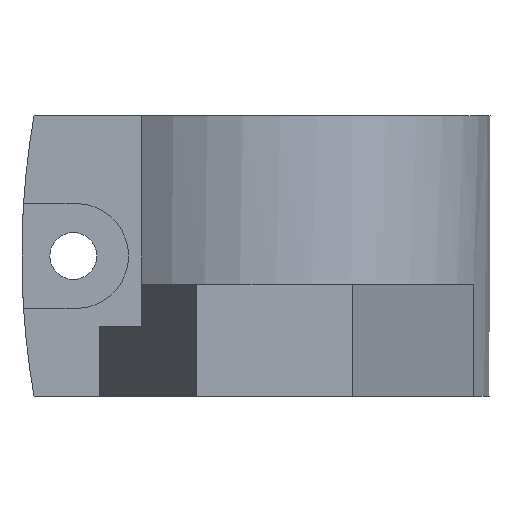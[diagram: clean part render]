
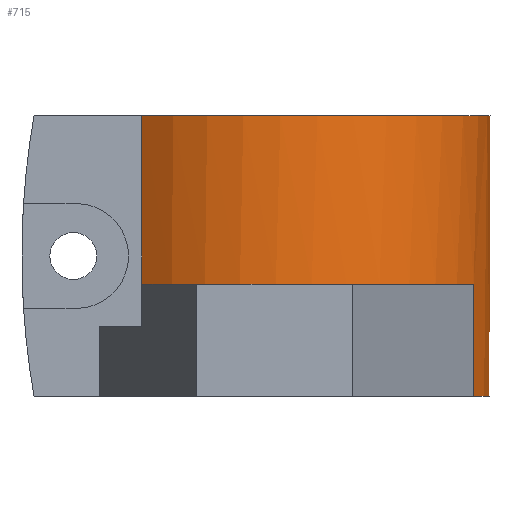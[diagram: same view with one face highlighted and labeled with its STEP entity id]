
A CAD part, left-side view. The second image highlights one B-rep face of the part: STEP entity #715.
In plain terms, the highlighted cylindrical face has radius 23 mm (diameter 46 mm), a partial arc.
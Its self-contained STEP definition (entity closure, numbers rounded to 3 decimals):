
#1 = EDGE_CURVE ( 'NONE', #443, #450, #233, .T. ) ;
#3 = AXIS2_PLACEMENT_3D ( 'NONE', #451, #476, #477 ) ;
#17 = EDGE_CURVE ( 'NONE', #442, #440, #258, .T. ) ;
#23 = EDGE_CURVE ( 'NONE', #436, #440, #264, .T. ) ;
#31 = EDGE_CURVE ( 'NONE', #436, #429, #283, .T. ) ;
#60 = EDGE_LOOP ( 'NONE', ( #135, #134, #133, #132, #156, #157, #155, #137 ) ) ;
#132 = ORIENTED_EDGE ( 'NONE', *, *, #1, .F. ) ;
#133 = ORIENTED_EDGE ( 'NONE', *, *, #748, .F. ) ;
#134 = ORIENTED_EDGE ( 'NONE', *, *, #747, .F. ) ;
#135 = ORIENTED_EDGE ( 'NONE', *, *, #750, .F. ) ;
#137 = ORIENTED_EDGE ( 'NONE', *, *, #17, .F. ) ;
#155 = ORIENTED_EDGE ( 'NONE', *, *, #23, .T. ) ;
#156 = ORIENTED_EDGE ( 'NONE', *, *, #739, .F. ) ;
#157 = ORIENTED_EDGE ( 'NONE', *, *, #31, .F. ) ;
#233 = CIRCLE ( 'NONE', #3, 23. ) ;
#258 = CIRCLE ( 'NONE', #779, 23. ) ;
#260 = VECTOR ( 'NONE', #523, 1000. ) ;
#264 = LINE ( 'NONE', #517, #260 ) ;
#283 = CIRCLE ( 'NONE', #785, 23. ) ;
#300 = CYLINDRICAL_SURFACE ( 'NONE', #803, 23. ) ;
#301 = FACE_OUTER_BOUND ( 'NONE', #60, .T. ) ;
#335 = VECTOR ( 'NONE', #845, 1000. ) ;
#340 = LINE ( 'NONE', #844, #335 ) ;
#345 = VECTOR ( 'NONE', #866, 1000. ) ;
#348 = LINE ( 'NONE', #865, #345 ) ;
#363 = CIRCLE ( 'NONE', #825, 23. ) ;
#366 = LINE ( 'NONE', #869, #367 ) ;
#367 = VECTOR ( 'NONE', #870, 1000. ) ;
#429 = VERTEX_POINT ( 'NONE', #542 ) ;
#436 = VERTEX_POINT ( 'NONE', #553 ) ;
#440 = VERTEX_POINT ( 'NONE', #561 ) ;
#442 = VERTEX_POINT ( 'NONE', #563 ) ;
#443 = VERTEX_POINT ( 'NONE', #564 ) ;
#450 = VERTEX_POINT ( 'NONE', #571 ) ;
#451 = CARTESIAN_POINT ( 'NONE',  ( -80., 0., 12. ) ) ;
#457 = VERTEX_POINT ( 'NONE', #576 ) ;
#458 = VERTEX_POINT ( 'NONE', #577 ) ;
#476 = DIRECTION ( 'NONE',  ( 0., 0., -1. ) ) ;
#477 = DIRECTION ( 'NONE',  ( 1., 0., 0. ) ) ;
#507 = CARTESIAN_POINT ( 'NONE',  ( -80., 0., 12. ) ) ;
#508 = DIRECTION ( 'NONE',  ( 0., 0., -1. ) ) ;
#509 = DIRECTION ( 'NONE',  ( 1., 0., 0. ) ) ;
#517 = CARTESIAN_POINT ( 'NONE',  ( -98.107, 14.182, 30. ) ) ;
#523 = DIRECTION ( 'NONE',  ( 0., 0., -1. ) ) ;
#538 = CARTESIAN_POINT ( 'NONE',  ( -80., 0., 30. ) ) ;
#540 = DIRECTION ( 'NONE',  ( 0., 0., 1. ) ) ;
#541 = DIRECTION ( 'NONE',  ( 1., 0., 0. ) ) ;
#542 = CARTESIAN_POINT ( 'NONE',  ( -65., 17.436, 30. ) ) ;
#553 = CARTESIAN_POINT ( 'NONE',  ( -98.107, 14.182, 30. ) ) ;
#561 = CARTESIAN_POINT ( 'NONE',  ( -98.107, 14.182, 12. ) ) ;
#563 = CARTESIAN_POINT ( 'NONE',  ( -88.802, -21.249, 12. ) ) ;
#564 = CARTESIAN_POINT ( 'NONE',  ( -65., 17.436, 12. ) ) ;
#571 = CARTESIAN_POINT ( 'NONE',  ( -71.198, -21.249, 12. ) ) ;
#576 = CARTESIAN_POINT ( 'NONE',  ( -71.198, -21.249, 0. ) ) ;
#577 = CARTESIAN_POINT ( 'NONE',  ( -88.802, -21.249, 0. ) ) ;
#632 = DIRECTION ( 'NONE',  ( 0., 0., -1. ) ) ;
#635 = DIRECTION ( 'NONE',  ( 1., 0., 0. ) ) ;
#640 = CARTESIAN_POINT ( 'NONE',  ( -80., 0., 12. ) ) ;
#715 = ADVANCED_FACE ( 'NONE', ( #301 ), #300, .T. ) ;
#739 = EDGE_CURVE ( 'NONE', #429, #443, #340, .T. ) ;
#747 = EDGE_CURVE ( 'NONE', #457, #458, #363, .T. ) ;
#748 = EDGE_CURVE ( 'NONE', #450, #457, #348, .T. ) ;
#750 = EDGE_CURVE ( 'NONE', #458, #442, #366, .T. ) ;
#779 = AXIS2_PLACEMENT_3D ( 'NONE', #507, #508, #509 ) ;
#785 = AXIS2_PLACEMENT_3D ( 'NONE', #538, #540, #541 ) ;
#803 = AXIS2_PLACEMENT_3D ( 'NONE', #640, #632, #635 ) ;
#825 = AXIS2_PLACEMENT_3D ( 'NONE', #856, #863, #864 ) ;
#844 = CARTESIAN_POINT ( 'NONE',  ( -65., 17.436, 30. ) ) ;
#845 = DIRECTION ( 'NONE',  ( 0., 0., -1. ) ) ;
#856 = CARTESIAN_POINT ( 'NONE',  ( -80., 0., 0. ) ) ;
#863 = DIRECTION ( 'NONE',  ( 0., 0., -1. ) ) ;
#864 = DIRECTION ( 'NONE',  ( 1., 0., 0. ) ) ;
#865 = CARTESIAN_POINT ( 'NONE',  ( -71.198, -21.249, 12. ) ) ;
#866 = DIRECTION ( 'NONE',  ( 0., 0., -1. ) ) ;
#869 = CARTESIAN_POINT ( 'NONE',  ( -88.802, -21.249, 12. ) ) ;
#870 = DIRECTION ( 'NONE',  ( 0., 0., 1. ) ) ;
